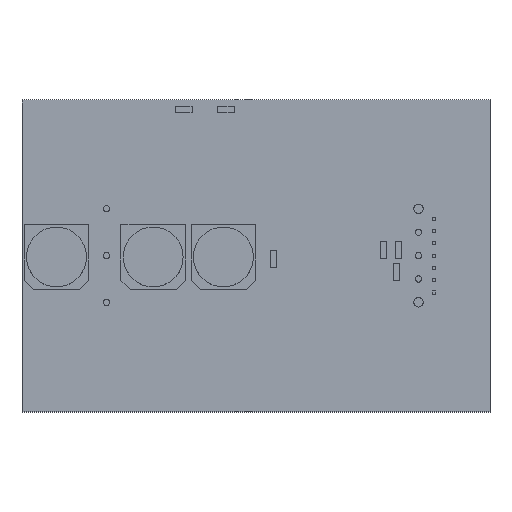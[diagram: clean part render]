
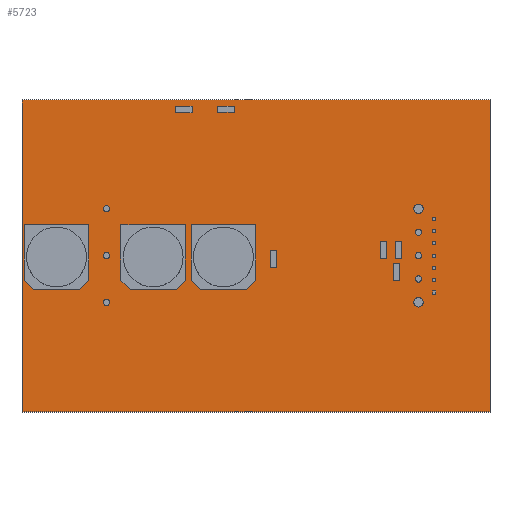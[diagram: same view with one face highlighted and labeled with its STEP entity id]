
A CAD part, top view. The second image highlights one B-rep face of the part: STEP entity #5723.
In plain terms, the highlighted planar face has unit normal (0, 0, 1).
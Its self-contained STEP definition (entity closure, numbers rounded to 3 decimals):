
#533=PLANE('',#6433);
#810=FACE_OUTER_BOUND('',#1414,.T.);
#1414=EDGE_LOOP('',(#5114,#5115,#5116,#5117));
#1780=LINE('',#9572,#2154);
#1783=LINE('',#9578,#2157);
#1786=LINE('',#9584,#2160);
#1789=LINE('',#9588,#2163);
#2154=VECTOR('',#8059,10.);
#2157=VECTOR('',#8064,10.);
#2160=VECTOR('',#8069,10.);
#2163=VECTOR('',#8074,10.);
#2974=VERTEX_POINT('',#9569);
#2975=VERTEX_POINT('',#9571);
#2977=VERTEX_POINT('',#9577);
#2979=VERTEX_POINT('',#9583);
#3684=EDGE_CURVE('',#2975,#2974,#1780,.T.);
#3687=EDGE_CURVE('',#2977,#2975,#1783,.T.);
#3690=EDGE_CURVE('',#2979,#2977,#1786,.T.);
#3693=EDGE_CURVE('',#2974,#2979,#1789,.T.);
#5114=ORIENTED_EDGE('',*,*,#3693,.T.);
#5115=ORIENTED_EDGE('',*,*,#3690,.T.);
#5116=ORIENTED_EDGE('',*,*,#3687,.T.);
#5117=ORIENTED_EDGE('',*,*,#3684,.T.);
#5723=ADVANCED_FACE('',(#810),#533,.T.);
#6433=AXIS2_PLACEMENT_3D('',#9589,#8075,#8076);
#8059=DIRECTION('',(-1.,0.,0.));
#8064=DIRECTION('',(0.,1.,0.));
#8069=DIRECTION('',(1.,0.,0.));
#8074=DIRECTION('',(0.,-1.,0.));
#8075=DIRECTION('center_axis',(0.,0.,1.));
#8076=DIRECTION('ref_axis',(1.,0.,0.));
#9569=CARTESIAN_POINT('',(-38.1,25.4,0.1));
#9571=CARTESIAN_POINT('',(38.1,25.4,0.1));
#9572=CARTESIAN_POINT('',(38.1,25.4,0.1));
#9577=CARTESIAN_POINT('',(38.1,-25.4,0.1));
#9578=CARTESIAN_POINT('',(38.1,-25.4,0.1));
#9583=CARTESIAN_POINT('',(-38.1,-25.4,0.1));
#9584=CARTESIAN_POINT('',(-38.1,-25.4,0.1));
#9588=CARTESIAN_POINT('',(-38.1,25.4,0.1));
#9589=CARTESIAN_POINT('Origin',(0.,0.,0.1));
